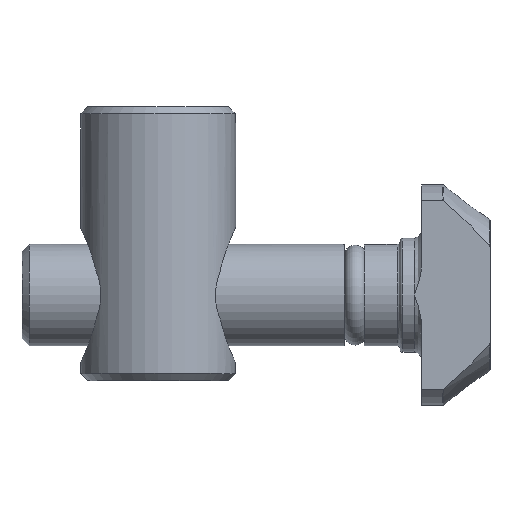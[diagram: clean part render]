
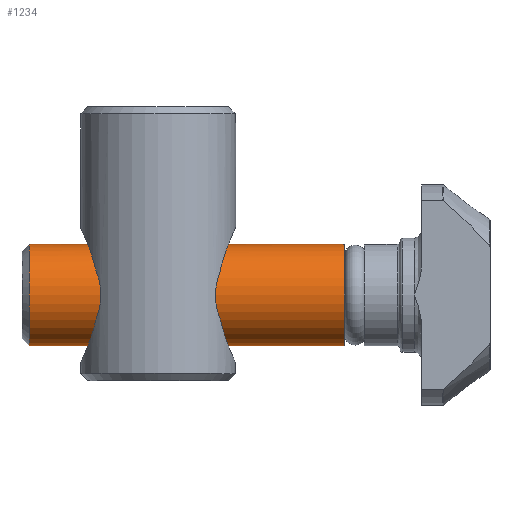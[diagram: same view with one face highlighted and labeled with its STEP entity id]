
A CAD part, top view. The second image highlights one B-rep face of the part: STEP entity #1234.
In plain terms, the highlighted cylindrical face has radius 3.55 mm (diameter 7.1 mm), a full revolution.
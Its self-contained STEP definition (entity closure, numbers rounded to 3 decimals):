
#48=B_SPLINE_CURVE_WITH_KNOTS('',3,(#2344,#2345,#2346,#2347,#2348,#2349,
#2350,#2351,#2352,#2353,#2354,#2355,#2356,#2357,#2358,#2359,#2360,#2361),
 .UNSPECIFIED.,.F.,.F.,(4,2,2,2,2,2,2,2,4),(-1.382,-1.262,
-1.141,-1.02,-0.913,-0.806,
-0.647,-0.579,-0.51),.UNSPECIFIED.);
#49=B_SPLINE_CURVE_WITH_KNOTS('',3,(#2363,#2364,#2365,#2366,#2367,#2368,
#2369,#2370),.UNSPECIFIED.,.F.,.F.,(4,2,2,4),(0.51,0.572,
0.633,0.657),.UNSPECIFIED.);
#50=B_SPLINE_CURVE_WITH_KNOTS('',3,(#2374,#2375,#2376,#2377,#2378,#2379,
#2380,#2381,#2382,#2383,#2384,#2385,#2386,#2387,#2388,#2389,#2390,#2391,
#2392,#2393,#2394,#2395,#2396),.UNSPECIFIED.,.F.,.F.,(4,2,2,2,2,3,2,2,2,
2,4),(-0.51,-0.441,-0.373,-0.214,
-0.107,0.,0.121,0.242,0.387,
0.448,0.51),.UNSPECIFIED.);
#67=CYLINDRICAL_SURFACE('',#1475,3.55);
#152=LINE('',#2342,#229);
#153=LINE('',#2372,#230);
#229=VECTOR('',#1777,3.55);
#230=VECTOR('',#1778,3.55);
#344=FACE_OUTER_BOUND('',#420,.T.);
#420=EDGE_LOOP('',(#1039,#1040,#1041,#1042,#1043,#1044,#1045,#1046,#1047,
#1048));
#488=CIRCLE('',#1476,3.55);
#489=CIRCLE('',#1477,3.55);
#490=CIRCLE('',#1478,3.55);
#591=VERTEX_POINT('',#2337);
#592=VERTEX_POINT('',#2338);
#593=VERTEX_POINT('',#2341);
#594=VERTEX_POINT('',#2343);
#595=VERTEX_POINT('',#2362);
#596=VERTEX_POINT('',#2371);
#747=EDGE_CURVE('',#591,#592,#488,.T.);
#748=EDGE_CURVE('',#592,#591,#489,.T.);
#749=EDGE_CURVE('',#592,#593,#152,.T.);
#750=EDGE_CURVE('',#594,#593,#48,.T.);
#751=EDGE_CURVE('',#595,#594,#49,.T.);
#752=EDGE_CURVE('',#595,#596,#153,.T.);
#753=EDGE_CURVE('',#596,#596,#490,.T.);
#754=EDGE_CURVE('',#593,#595,#50,.T.);
#1039=ORIENTED_EDGE('',*,*,#747,.F.);
#1040=ORIENTED_EDGE('',*,*,#748,.F.);
#1041=ORIENTED_EDGE('',*,*,#749,.T.);
#1042=ORIENTED_EDGE('',*,*,#750,.F.);
#1043=ORIENTED_EDGE('',*,*,#751,.F.);
#1044=ORIENTED_EDGE('',*,*,#752,.T.);
#1045=ORIENTED_EDGE('',*,*,#753,.T.);
#1046=ORIENTED_EDGE('',*,*,#752,.F.);
#1047=ORIENTED_EDGE('',*,*,#754,.F.);
#1048=ORIENTED_EDGE('',*,*,#749,.F.);
#1234=ADVANCED_FACE('',(#344),#67,.T.);
#1475=AXIS2_PLACEMENT_3D('',#2336,#1771,#1772);
#1476=AXIS2_PLACEMENT_3D('',#2339,#1773,#1774);
#1477=AXIS2_PLACEMENT_3D('',#2340,#1775,#1776);
#1478=AXIS2_PLACEMENT_3D('',#2373,#1779,#1780);
#1771=DIRECTION('center_axis',(1.,0.,0.));
#1772=DIRECTION('ref_axis',(0.,0.,-1.));
#1773=DIRECTION('center_axis',(1.,0.,0.));
#1774=DIRECTION('ref_axis',(0.,0.,-1.));
#1775=DIRECTION('center_axis',(1.,0.,0.));
#1776=DIRECTION('ref_axis',(0.,0.,-1.));
#1777=DIRECTION('',(-1.,0.,0.));
#1778=DIRECTION('',(-1.,0.,0.));
#1779=DIRECTION('center_axis',(1.,0.,0.));
#1780=DIRECTION('ref_axis',(0.,0.,-1.));
#2336=CARTESIAN_POINT('Origin',(32.8,0.,0.));
#2337=CARTESIAN_POINT('',(32.3,0.,-3.55));
#2338=CARTESIAN_POINT('',(32.3,0.,3.55));
#2339=CARTESIAN_POINT('Origin',(32.3,0.,0.));
#2340=CARTESIAN_POINT('Origin',(32.3,0.,0.));
#2341=CARTESIAN_POINT('',(27.3,0.,3.55));
#2342=CARTESIAN_POINT('',(32.8,0.,3.55));
#2343=CARTESIAN_POINT('',(19.891,-1.348,3.284));
#2344=CARTESIAN_POINT('Ctrl Pts',(19.891,-1.348,3.284));
#2345=CARTESIAN_POINT('Ctrl Pts',(20.168,-1.639,3.165));
#2346=CARTESIAN_POINT('Ctrl Pts',(20.536,-1.886,3.015));
#2347=CARTESIAN_POINT('Ctrl Pts',(21.224,-2.226,2.773));
#2348=CARTESIAN_POINT('Ctrl Pts',(21.625,-2.365,2.65));
#2349=CARTESIAN_POINT('Ctrl Pts',(22.461,-2.547,2.476));
#2350=CARTESIAN_POINT('Ctrl Pts',(22.896,-2.589,2.428));
#2351=CARTESIAN_POINT('Ctrl Pts',(23.657,-2.589,2.428));
#2352=CARTESIAN_POINT('Ctrl Pts',(24.044,-2.556,2.466));
#2353=CARTESIAN_POINT('Ctrl Pts',(24.793,-2.413,2.606));
#2354=CARTESIAN_POINT('Ctrl Pts',(25.155,-2.303,2.707));
#2355=CARTESIAN_POINT('Ctrl Pts',(25.936,-1.974,2.961));
#2356=CARTESIAN_POINT('Ctrl Pts',(26.441,-1.654,3.167));
#2357=CARTESIAN_POINT('Ctrl Pts',(26.922,-1.109,3.377));
#2358=CARTESIAN_POINT('Ctrl Pts',(27.059,-0.908,3.439));
#2359=CARTESIAN_POINT('Ctrl Pts',(27.249,-0.469,3.526));
#2360=CARTESIAN_POINT('Ctrl Pts',(27.3,-0.229,3.55));
#2361=CARTESIAN_POINT('Ctrl Pts',(27.3,0.,3.55));
#2362=CARTESIAN_POINT('',(19.3,0.,3.55));
#2363=CARTESIAN_POINT('Ctrl Pts',(19.3,0.,3.55));
#2364=CARTESIAN_POINT('Ctrl Pts',(19.3,-0.206,3.55));
#2365=CARTESIAN_POINT('Ctrl Pts',(19.341,-0.423,3.531));
#2366=CARTESIAN_POINT('Ctrl Pts',(19.498,-0.827,3.459));
#2367=CARTESIAN_POINT('Ctrl Pts',(19.613,-1.013,3.406));
#2368=CARTESIAN_POINT('Ctrl Pts',(19.784,-1.23,3.331));
#2369=CARTESIAN_POINT('Ctrl Pts',(19.836,-1.29,3.308));
#2370=CARTESIAN_POINT('Ctrl Pts',(19.891,-1.348,3.284));
#2371=CARTESIAN_POINT('',(10.2,0.,3.55));
#2372=CARTESIAN_POINT('',(32.8,0.,3.55));
#2373=CARTESIAN_POINT('Origin',(10.2,0.,0.));
#2374=CARTESIAN_POINT('Ctrl Pts',(27.3,0.,3.55));
#2375=CARTESIAN_POINT('Ctrl Pts',(27.3,0.229,3.55));
#2376=CARTESIAN_POINT('Ctrl Pts',(27.249,0.469,3.526));
#2377=CARTESIAN_POINT('Ctrl Pts',(27.059,0.908,3.439));
#2378=CARTESIAN_POINT('Ctrl Pts',(26.922,1.109,3.377));
#2379=CARTESIAN_POINT('Ctrl Pts',(26.441,1.654,3.167));
#2380=CARTESIAN_POINT('Ctrl Pts',(25.936,1.974,2.961));
#2381=CARTESIAN_POINT('Ctrl Pts',(25.155,2.303,2.707));
#2382=CARTESIAN_POINT('Ctrl Pts',(24.793,2.413,2.606));
#2383=CARTESIAN_POINT('Ctrl Pts',(24.044,2.556,2.466));
#2384=CARTESIAN_POINT('Ctrl Pts',(23.657,2.589,2.428));
#2385=CARTESIAN_POINT('Ctrl Pts',(23.3,2.589,2.428));
#2386=CARTESIAN_POINT('Ctrl Pts',(22.896,2.589,2.428));
#2387=CARTESIAN_POINT('Ctrl Pts',(22.461,2.547,2.476));
#2388=CARTESIAN_POINT('Ctrl Pts',(21.625,2.365,2.65));
#2389=CARTESIAN_POINT('Ctrl Pts',(21.224,2.226,2.773));
#2390=CARTESIAN_POINT('Ctrl Pts',(20.468,1.852,3.039));
#2391=CARTESIAN_POINT('Ctrl Pts',(20.023,1.533,3.225));
#2392=CARTESIAN_POINT('Ctrl Pts',(19.613,1.013,3.406));
#2393=CARTESIAN_POINT('Ctrl Pts',(19.498,0.827,3.459));
#2394=CARTESIAN_POINT('Ctrl Pts',(19.341,0.423,3.531));
#2395=CARTESIAN_POINT('Ctrl Pts',(19.3,0.206,3.55));
#2396=CARTESIAN_POINT('Ctrl Pts',(19.3,0.,3.55));
